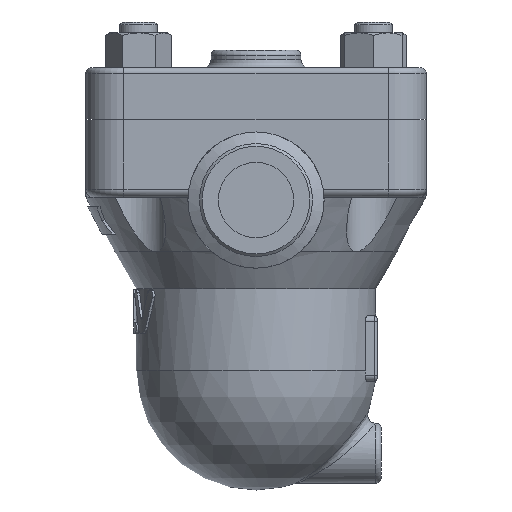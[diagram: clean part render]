
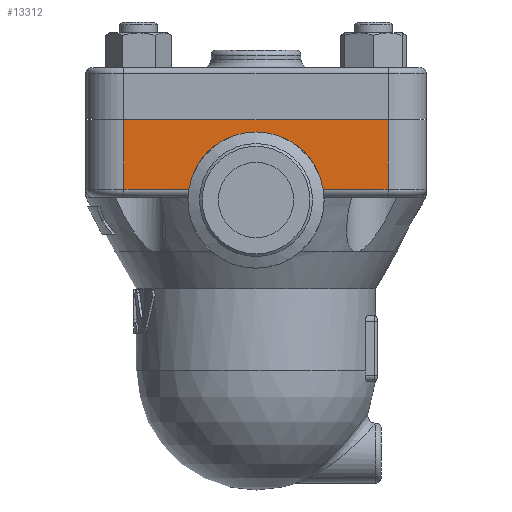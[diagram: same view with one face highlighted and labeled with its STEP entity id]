
A CAD part, left-side view. The second image highlights one B-rep face of the part: STEP entity #13312.
In plain terms, the highlighted planar face has unit normal (-1, 0, 0).
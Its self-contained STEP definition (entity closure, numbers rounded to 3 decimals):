
#3632=CARTESIAN_POINT('',(-62.5,-48.5,28.5));
#3633=VERTEX_POINT('',#3632);
#3684=CARTESIAN_POINT('',(-62.5,48.5,28.5));
#3685=VERTEX_POINT('',#3684);
#3693=CARTESIAN_POINT('',(-62.5,-48.5,28.5));
#3694=DIRECTION('',(0.0,1.0,0.0));
#3695=VECTOR('',#3694,97.);
#3696=LINE('',#3693,#3695);
#3697=EDGE_CURVE('',#3633,#3685,#3696,.T.);
#12254=CARTESIAN_POINT('',(-62.5,48.5,3.));
#12255=VERTEX_POINT('',#12254);
#12264=CARTESIAN_POINT('',(-62.5,24.678,3.));
#12265=VERTEX_POINT('',#12264);
#12291=CARTESIAN_POINT('',(-62.5,24.678,3.));
#12292=DIRECTION('',(0.0,1.0,0.0));
#12293=VECTOR('',#12292,23.822);
#12294=LINE('',#12291,#12293);
#12295=EDGE_CURVE('',#12265,#12255,#12294,.T.);
#12807=CARTESIAN_POINT('',(-62.5,-48.5,3.));
#12808=VERTEX_POINT('',#12807);
#12851=CARTESIAN_POINT('',(-62.5,-24.678,3.));
#12852=VERTEX_POINT('',#12851);
#12887=CARTESIAN_POINT('',(-62.5,-48.5,3.));
#12888=DIRECTION('',(0.0,1.0,0.0));
#12889=VECTOR('',#12888,23.822);
#12890=LINE('',#12887,#12889);
#12891=EDGE_CURVE('',#12808,#12852,#12890,.T.);
#13283=CARTESIAN_POINT('',(-62.5,-48.5,0.0));
#13284=DIRECTION('',(-1.0,0.0,0.0));
#13285=DIRECTION('',(0.0,0.0,1.0));
#13286=AXIS2_PLACEMENT_3D('',#13283,#13284,#13285);
#13287=PLANE('',#13286);
#13288=ORIENTED_EDGE('',*,*,#12295,.F.);
#13289=CARTESIAN_POINT('',(-62.5,0.0,-1.));
#13290=DIRECTION('',(1.0,0.0,0.0));
#13291=DIRECTION('',(0.0,0.0,1.0));
#13292=AXIS2_PLACEMENT_3D('',#13289,#13290,#13291);
#13293=CIRCLE('',#13292,25.0);
#13294=EDGE_CURVE('',#12265,#12852,#13293,.T.);
#13295=ORIENTED_EDGE('',*,*,#13294,.T.);
#13296=ORIENTED_EDGE('',*,*,#12891,.F.);
#13297=CARTESIAN_POINT('',(-62.5,-48.5,3.));
#13298=DIRECTION('',(0.0,0.0,1.0));
#13299=VECTOR('',#13298,25.5);
#13300=LINE('',#13297,#13299);
#13301=EDGE_CURVE('',#12808,#3633,#13300,.T.);
#13302=ORIENTED_EDGE('',*,*,#13301,.T.);
#13303=ORIENTED_EDGE('',*,*,#3697,.T.);
#13304=CARTESIAN_POINT('',(-62.5,48.5,3.));
#13305=DIRECTION('',(0.0,0.0,1.0));
#13306=VECTOR('',#13305,25.5);
#13307=LINE('',#13304,#13306);
#13308=EDGE_CURVE('',#12255,#3685,#13307,.T.);
#13309=ORIENTED_EDGE('',*,*,#13308,.F.);
#13310=EDGE_LOOP('',(#13288,#13295,#13296,#13302,#13303,#13309));
#13311=FACE_OUTER_BOUND('',#13310,.T.);
#13312=ADVANCED_FACE('',(#13311),#13287,.T.);
